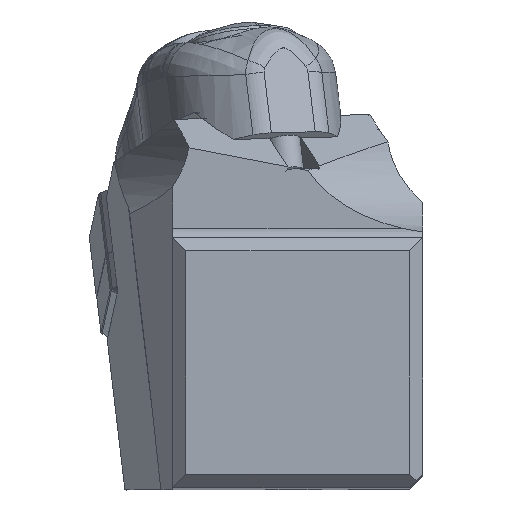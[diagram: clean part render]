
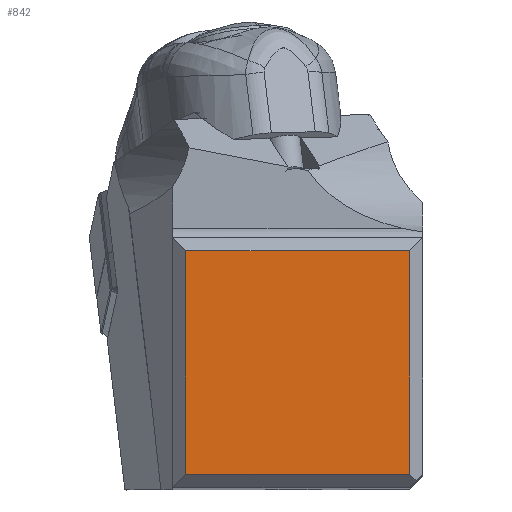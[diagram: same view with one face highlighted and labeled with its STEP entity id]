
A CAD part, top view. The second image highlights one B-rep face of the part: STEP entity #842.
In plain terms, the highlighted planar face has unit normal (0, 0, 1).
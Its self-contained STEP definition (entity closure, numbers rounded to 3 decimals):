
#561=FACE_OUTER_BOUND('',#1252,.T.);
#842=ADVANCED_FACE('',(#561),#1128,.T.);
#1128=PLANE('',#5655);
#1252=EDGE_LOOP('',(#1660,#1661,#1662,#1663));
#1660=ORIENTED_EDGE('',*,*,#3872,.F.);
#1661=ORIENTED_EDGE('',*,*,#3877,.T.);
#1662=ORIENTED_EDGE('',*,*,#3878,.T.);
#1663=ORIENTED_EDGE('',*,*,#3876,.F.);
#3292=VERTEX_POINT('',#7696);
#3293=VERTEX_POINT('',#7698);
#3294=VERTEX_POINT('',#7702);
#3296=VERTEX_POINT('',#7708);
#3872=EDGE_CURVE('',#3292,#3293,#5023,.T.);
#3876=EDGE_CURVE('',#3293,#3294,#5027,.T.);
#3877=EDGE_CURVE('',#3292,#3296,#5028,.T.);
#3878=EDGE_CURVE('',#3296,#3294,#5029,.T.);
#5023=LINE('',#7697,#5307);
#5027=LINE('',#7705,#5311);
#5028=LINE('',#7707,#5312);
#5029=LINE('',#7709,#5313);
#5307=VECTOR('',#6314,1.);
#5311=VECTOR('',#6320,1.);
#5312=VECTOR('',#6323,1.);
#5313=VECTOR('',#6324,1.);
#5655=AXIS2_PLACEMENT_3D('',#7710,#6325,#6326);
#6314=DIRECTION('',(-1.,0.,0.));
#6320=DIRECTION('',(0.,1.,0.));
#6323=DIRECTION('',(0.,1.,0.));
#6324=DIRECTION('',(-1.,0.,0.));
#6325=DIRECTION('',(0.,0.,1.));
#6326=DIRECTION('',(-1.,0.,0.));
#7696=CARTESIAN_POINT('',(-1.,1.,0.));
#7697=CARTESIAN_POINT('',(-1.,1.,0.));
#7698=CARTESIAN_POINT('',(-18.05,1.,0.));
#7702=CARTESIAN_POINT('',(-18.05,18.05,0.));
#7705=CARTESIAN_POINT('',(-18.05,1.,0.));
#7707=CARTESIAN_POINT('',(-1.,1.,0.));
#7708=CARTESIAN_POINT('',(-1.,18.05,0.));
#7709=CARTESIAN_POINT('',(-1.,18.05,0.));
#7710=CARTESIAN_POINT('',(-9.525,9.525,0.));
